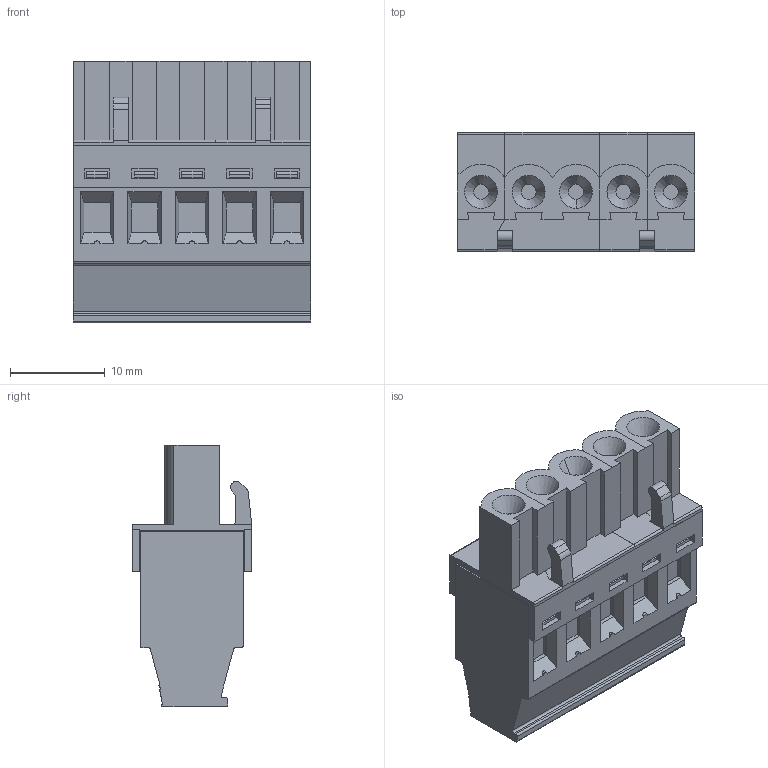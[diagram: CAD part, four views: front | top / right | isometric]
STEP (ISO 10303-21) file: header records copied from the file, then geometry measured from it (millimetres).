
FILE_DESCRIPTION(('STEP AP214'),'1');
FILE_NAME('SV05-5-F.stp','2020-03-24T11:26:43',(' '),(' '),'Spatial InterOp 3D',' ',' ');
FILE_SCHEMA(('AUTOMOTIVE_DESIGN { 1 0 10303 214 1 1 1 1 }'));
Length unit declared in the file: metre
Products named in the file (1): 1
Bounding box: 25 x 12.59 x 27.6 mm (x, y, z)
Volume: 5631.2 mm3; surface area: 3443.3 mm2
Topology: 1 solids, 1 shells, 386 faces, 995 edges, 656 vertices
Faces by surface type: plane 300, cylinder 74, cone 12
Full cylindrical faces by diameter (mm): 1.588 x4, 2.6 x4, 2.829 x4, 3.474 x1, 3.8 x4, 3.97 x4
Entity records: 14441 total; most frequent: CARTESIAN_POINT 2089, ORIENTED_EDGE 1884, DIRECTION 1852, EDGE_CURVE 942, LINE 756, VECTOR 756, VERTEX_POINT 632, AXIS2_PLACEMENT_3D 548
